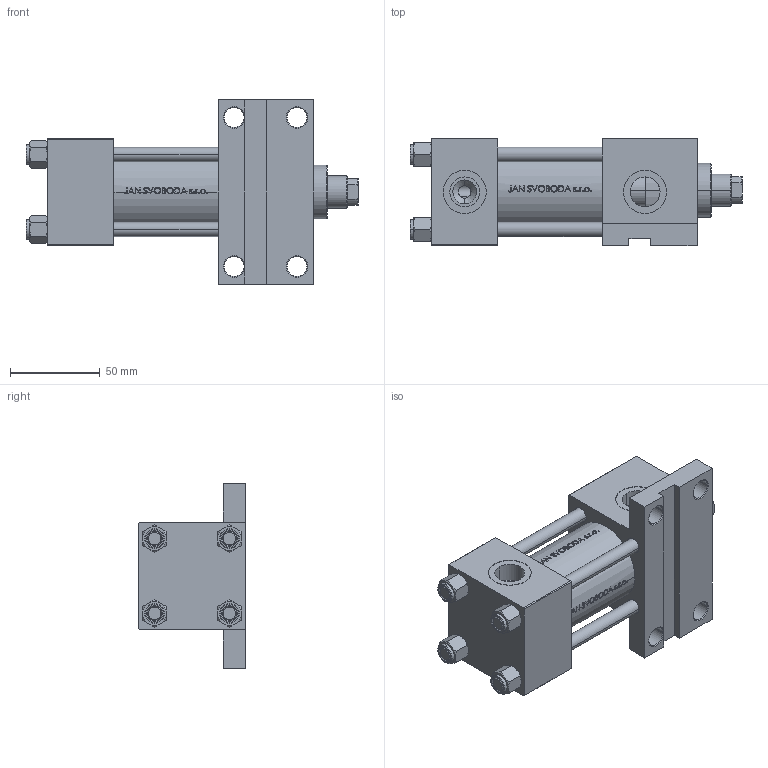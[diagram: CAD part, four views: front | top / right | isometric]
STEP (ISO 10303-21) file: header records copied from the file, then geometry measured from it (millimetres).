
FILE_DESCRIPTION (( 'STEP AP203' ), '1' );
FILE_NAME ('faa1.STEP', '2023-01-17T16:59:03', ( '' ), ( '' ), 'SwSTEP 2.0', 'SolidWorks 2019', '' );
FILE_SCHEMA (( 'CONFIG_CONTROL_DESIGN' ));
Length unit declared in the file: millimetre
Products named in the file (6): V215CR_F_Body 5f106c9d08838054099afc89b8a0d349; V215CR_F_TYCINKA 5f106c9d08838054099afc89b8a0d349; V215_VC_A 5f106c9d08838054099afc89b8a0d349; V215CR_VCP_F 5f106c9d08838054099afc89b8a0d349; NUT_M5_F 5f106c9d08838054099afc89b8a0d349; faa1
Assembly tree (11 placements, depth 2):
  faa1
    V215CR_F_Body 5f106c9d08838054099afc89b8a0d349
    V215CR_VCP_F 5f106c9d08838054099afc89b8a0d349
    V215CR_F_TYCINKA 5f106c9d08838054099afc89b8a0d349  x4
    NUT_M5_F 5f106c9d08838054099afc89b8a0d349  x4
    V215_VC_A 5f106c9d08838054099afc89b8a0d349
Bounding box: 185 x 60 x 103 mm (x, y, z)
Volume: 423591.2 mm3; surface area: 111599.4 mm2
Topology: 11 solids, 11 shells, 1124 faces, 2866 edges, 1854 vertices
Faces by surface type: plane 439, bspline 380, cone 152, cylinder 145, torus 8
Entity records: 48814 total; most frequent: CARTESIAN_POINT 26231, ORIENTED_EDGE 5224, DIRECTION 3243, EDGE_CURVE 2612, VERTEX_POINT 1710, LINE 1325, VECTOR 1325, EDGE_LOOP 1114
